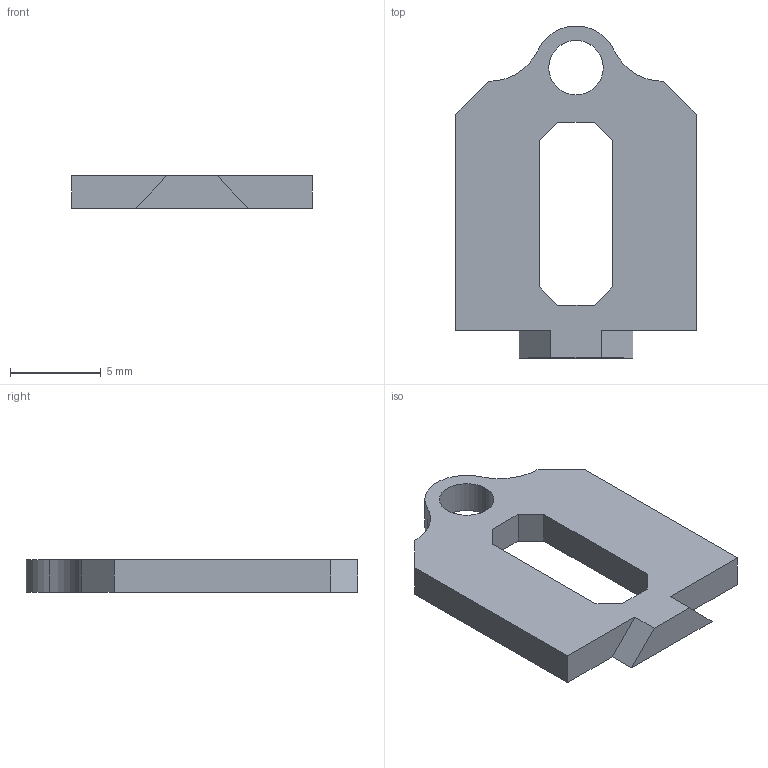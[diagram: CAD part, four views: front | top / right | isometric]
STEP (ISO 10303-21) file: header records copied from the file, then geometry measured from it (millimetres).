
FILE_DESCRIPTION (( 'STEP AP203' ), '1' );
FILE_NAME ('13.) Motor Holder Lock.STEP', '2024-04-05T15:06:04', ( '' ), ( '' ), 'SwSTEP 2.0', 'SolidWorks 2024', '' );
FILE_SCHEMA (( 'CONFIG_CONTROL_DESIGN' ));
Length unit declared in the file: millimetre
Products named in the file (1): 13.) Motor Holder Lock
Bounding box: 13.2 x 18.24 x 1.8 mm (x, y, z)
Volume: 275.2 mm3; surface area: 474 mm2
Topology: 1 solids, 1 shells, 26 faces, 72 edges, 48 vertices
Faces by surface type: plane 21, cylinder 5
Entity records: 911 total; most frequent: CARTESIAN_POINT 147, ORIENTED_EDGE 144, DIRECTION 136, EDGE_CURVE 72, VECTOR 62, LINE 62, VERTEX_POINT 48, AXIS2_PLACEMENT_3D 37
